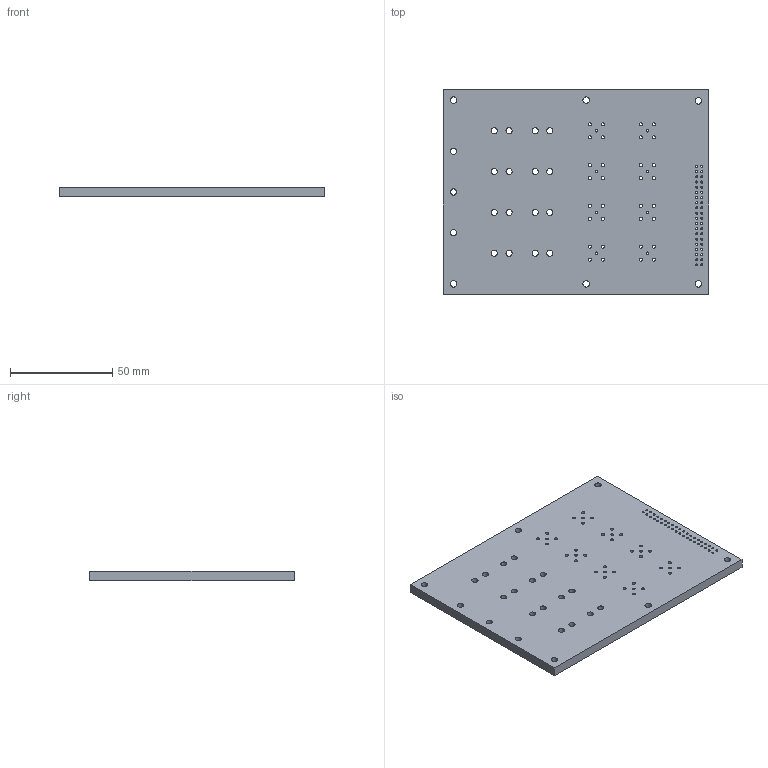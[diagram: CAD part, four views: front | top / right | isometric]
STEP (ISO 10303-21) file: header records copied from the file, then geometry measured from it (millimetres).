
FILE_DESCRIPTION(('KiCad electronic assembly'),'2;1');
FILE_NAME('latbox_cycloneV-3D_.step','2022-01-19T11:26:37',('Pcbnew'),( 'Kicad'),'Open CASCADE STEP processor 7.5','KiCad to STEP converter' ,'Unknown');
FILE_SCHEMA(('AUTOMOTIVE_DESIGN { 1 0 10303 214 1 1 1 1 }'));
Length unit declared in the file: millimetre
Products named in the file (2): latbox_cycloneV-3D_ 1; latbox_cycloneV PCB
Assembly tree (1 placements, depth 2):
  latbox_cycloneV-3D_ 1
    latbox_cycloneV PCB
Bounding box: 130 x 100 x 4.69 mm (x, y, z)
Volume: 59645.2 mm3; surface area: 30172.8 mm2
Topology: 1 solids, 1 shells, 111 faces, 327 edges, 218 vertices
Faces by surface type: cylinder 105, plane 6
Full cylindrical faces by diameter (mm): 1 x40, 1.27 x8, 1.524 x32, 3 x19, 3.2 x6
Entity records: 8549 total; most frequent: DIRECTION 1417, CARTESIAN_POINT 1312, ORIENTED_EDGE 654, PCURVE 654, DEFINITIONAL_REPRESENTATION 654, LINE 561, VECTOR 561, CIRCLE 420
